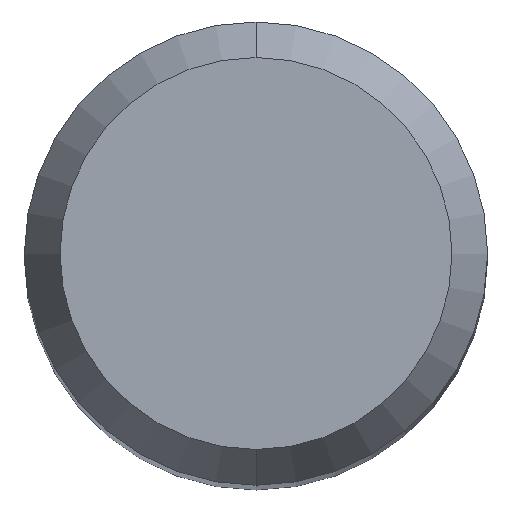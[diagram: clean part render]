
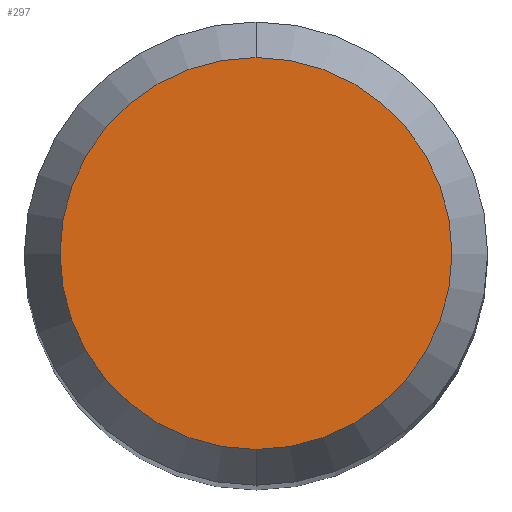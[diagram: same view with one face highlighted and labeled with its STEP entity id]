
A CAD part, top view. The second image highlights one B-rep face of the part: STEP entity #297.
In plain terms, the highlighted planar face has unit normal (0, 0, 1).
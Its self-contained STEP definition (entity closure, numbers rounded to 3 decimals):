
#253=VERTEX_POINT('',#620);
#275=EDGE_CURVE('',#253,#385,#645,.T.);
#277=EDGE_CURVE('',#385,#253,#647,.T.);
#297=ADVANCED_FACE('',(#668),#669,.T.);
#385=VERTEX_POINT('',#765);
#620=CARTESIAN_POINT('',(0.,-2.538,0.0));
#645=CIRCLE('',#1134,2.538);
#647=CIRCLE('',#1137,2.538);
#668=FACE_OUTER_BOUND('',#1165,.T.);
#669=PLANE('',#1166);
#765=CARTESIAN_POINT('',(0.0,2.538,0.0));
#1134=AXIS2_PLACEMENT_3D('',#1773,#1774,#1775);
#1137=AXIS2_PLACEMENT_3D('',#1776,#1777,#1778);
#1165=EDGE_LOOP('',(#1806,#1807));
#1166=AXIS2_PLACEMENT_3D('',#1808,#1809,#1810);
#1773=CARTESIAN_POINT('',(0.0,0.0,0.0));
#1774=DIRECTION('',(0.0,0.0,-1.0));
#1775=DIRECTION('',(0.0,1.0,0.0));
#1776=CARTESIAN_POINT('',(0.0,0.0,0.0));
#1777=DIRECTION('',(0.0,0.0,-1.0));
#1778=DIRECTION('',(0.0,1.0,0.0));
#1806=ORIENTED_EDGE('',*,*,#277,.F.);
#1807=ORIENTED_EDGE('',*,*,#275,.F.);
#1808=CARTESIAN_POINT('',(0.0,1.269,0.0));
#1809=DIRECTION('',(-0.0,0.0,1.0));
#1810=DIRECTION('',(0.0,-1.0,0.0));
